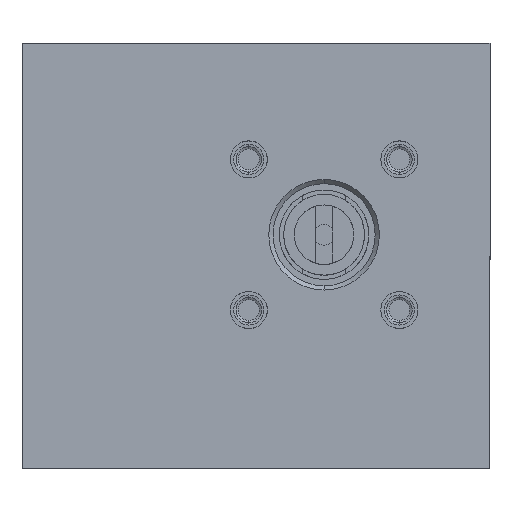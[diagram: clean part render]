
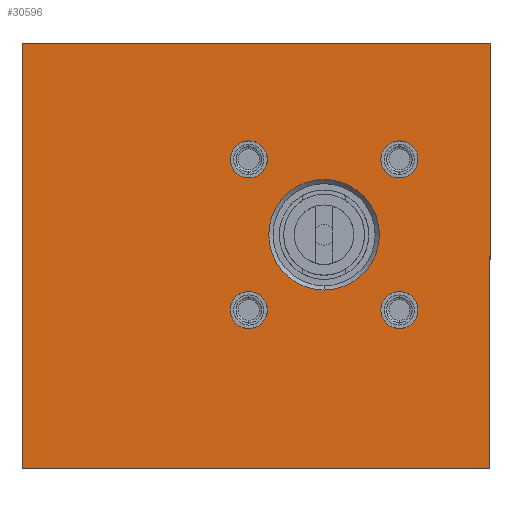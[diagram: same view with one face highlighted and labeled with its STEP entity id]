
A CAD part, front view. The second image highlights one B-rep face of the part: STEP entity #30596.
In plain terms, the highlighted planar face has unit normal (0, -1, 0).
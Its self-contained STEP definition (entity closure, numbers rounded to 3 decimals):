
#132 = VERTEX_POINT ( 'NONE', #29812 ) ;
#392 = EDGE_CURVE ( 'NONE', #25778, #20969, #20802, .T. ) ;
#544 = DIRECTION ( 'NONE',  ( 0., -1., 0. ) ) ;
#785 = CARTESIAN_POINT ( 'NONE',  ( 0., 0., 13. ) ) ;
#1756 = DIRECTION ( 'NONE',  ( 0., 0., -1. ) ) ;
#2165 = CARTESIAN_POINT ( 'NONE',  ( -17.7, 0., 17.7 ) ) ;
#2255 = DIRECTION ( 'NONE',  ( 0., 1., 0. ) ) ;
#2306 = ORIENTED_EDGE ( 'NONE', *, *, #18784, .F. ) ;
#2325 = CIRCLE ( 'NONE', #31924, 4.35 ) ;
#2449 = DIRECTION ( 'NONE',  ( 0., 0., -1. ) ) ;
#2467 = ORIENTED_EDGE ( 'NONE', *, *, #23216, .F. ) ;
#2515 = AXIS2_PLACEMENT_3D ( 'NONE', #13239, #30480, #15732 ) ;
#2642 = AXIS2_PLACEMENT_3D ( 'NONE', #25804, #11024, #28281 ) ;
#2816 = CARTESIAN_POINT ( 'NONE',  ( 39., 0., 45. ) ) ;
#3203 = CIRCLE ( 'NONE', #7467, 4.35 ) ;
#3299 = CARTESIAN_POINT ( 'NONE',  ( 17.7, 0., 22.05 ) ) ;
#3409 = FACE_BOUND ( 'NONE', #6906, .T. ) ;
#3578 = PLANE ( 'NONE',  #6599 ) ;
#4036 = EDGE_LOOP ( 'NONE', ( #28354, #2306 ) ) ;
#4095 = CIRCLE ( 'NONE', #12328, 4.35 ) ;
#4177 = DIRECTION ( 'NONE',  ( 0., -1., 0. ) ) ;
#4191 = FACE_BOUND ( 'NONE', #15420, .T. ) ;
#4626 = DIRECTION ( 'NONE',  ( 0., 0., -1. ) ) ;
#4964 = FACE_BOUND ( 'NONE', #28204, .T. ) ;
#5352 = EDGE_CURVE ( 'NONE', #31046, #17694, #21240, .T. ) ;
#6224 = AXIS2_PLACEMENT_3D ( 'NONE', #21519, #6714, #23990 ) ;
#6599 = AXIS2_PLACEMENT_3D ( 'NONE', #13365, #8494, #25770 ) ;
#6714 = DIRECTION ( 'NONE',  ( 0., -1., 0. ) ) ;
#6906 = EDGE_LOOP ( 'NONE', ( #15365, #26311 ) ) ;
#6987 = CIRCLE ( 'NONE', #7882, 4.35 ) ;
#7188 = LINE ( 'NONE', #15515, #24588 ) ;
#7346 = VERTEX_POINT ( 'NONE', #20023 ) ;
#7467 = AXIS2_PLACEMENT_3D ( 'NONE', #2165, #19385, #4626 ) ;
#7732 = VERTEX_POINT ( 'NONE', #11753 ) ;
#7762 = CARTESIAN_POINT ( 'NONE',  ( 0., 0., 0. ) ) ;
#7882 = AXIS2_PLACEMENT_3D ( 'NONE', #15294, #544, #17765 ) ;
#8494 = DIRECTION ( 'NONE',  ( 0., 1., 0. ) ) ;
#8525 = CARTESIAN_POINT ( 'NONE',  ( -17.7, 0., -13.35 ) ) ;
#8536 = LINE ( 'NONE', #10352, #20922 ) ;
#8826 = ORIENTED_EDGE ( 'NONE', *, *, #17458, .T. ) ;
#9946 = EDGE_CURVE ( 'NONE', #17694, #25382, #8536, .T. ) ;
#10259 = DIRECTION ( 'NONE',  ( 0., 0., 1. ) ) ;
#10346 = CIRCLE ( 'NONE', #2642, 4.35 ) ;
#10352 = CARTESIAN_POINT ( 'NONE',  ( -71., 0., -55. ) ) ;
#10509 = ORIENTED_EDGE ( 'NONE', *, *, #392, .T. ) ;
#11024 = DIRECTION ( 'NONE',  ( 0., -1., 0. ) ) ;
#11753 = CARTESIAN_POINT ( 'NONE',  ( -71., 0., 45. ) ) ;
#11909 = ORIENTED_EDGE ( 'NONE', *, *, #15106, .F. ) ;
#12048 = CARTESIAN_POINT ( 'NONE',  ( -71., 0., -55. ) ) ;
#12113 = EDGE_CURVE ( 'NONE', #17506, #15693, #22268, .T. ) ;
#12122 = CARTESIAN_POINT ( 'NONE',  ( 17.7, 0., -22.05 ) ) ;
#12328 = AXIS2_PLACEMENT_3D ( 'NONE', #31251, #16504, #1756 ) ;
#12900 = VERTEX_POINT ( 'NONE', #13679 ) ;
#12919 = DIRECTION ( 'NONE',  ( 0., 0., 1. ) ) ;
#12949 = CARTESIAN_POINT ( 'NONE',  ( 17.7, 0., 13.35 ) ) ;
#12982 = CARTESIAN_POINT ( 'NONE',  ( 17.7, 0., 17.7 ) ) ;
#13239 = CARTESIAN_POINT ( 'NONE',  ( -17.7, 0., 17.7 ) ) ;
#13365 = CARTESIAN_POINT ( 'NONE',  ( -71., 0., 45. ) ) ;
#13434 = DIRECTION ( 'NONE',  ( 1., 0., 0. ) ) ;
#13679 = CARTESIAN_POINT ( 'NONE',  ( 17.7, 0., -13.35 ) ) ;
#14323 = CIRCLE ( 'NONE', #20564, 13. ) ;
#14452 = EDGE_CURVE ( 'NONE', #21202, #132, #3203, .T. ) ;
#14710 = CARTESIAN_POINT ( 'NONE',  ( 39., 0., -55. ) ) ;
#15106 = EDGE_CURVE ( 'NONE', #7346, #18791, #6987, .T. ) ;
#15294 = CARTESIAN_POINT ( 'NONE',  ( -17.7, 0., -17.7 ) ) ;
#15365 = ORIENTED_EDGE ( 'NONE', *, *, #12113, .F. ) ;
#15420 = EDGE_LOOP ( 'NONE', ( #11909, #2467 ) ) ;
#15466 = DIRECTION ( 'NONE',  ( 0., 0., -1. ) ) ;
#15515 = CARTESIAN_POINT ( 'NONE',  ( -71., 0., 45. ) ) ;
#15624 = ORIENTED_EDGE ( 'NONE', *, *, #29453, .F. ) ;
#15693 = VERTEX_POINT ( 'NONE', #3299 ) ;
#15732 = DIRECTION ( 'NONE',  ( 0., 0., -1. ) ) ;
#15829 = CIRCLE ( 'NONE', #2515, 4.35 ) ;
#16242 = ORIENTED_EDGE ( 'NONE', *, *, #19746, .F. ) ;
#16504 = DIRECTION ( 'NONE',  ( 0., -1., 0. ) ) ;
#16510 = FACE_BOUND ( 'NONE', #4036, .T. ) ;
#16520 = LINE ( 'NONE', #30669, #25412 ) ;
#16577 = EDGE_CURVE ( 'NONE', #7732, #31046, #16520, .T. ) ;
#16688 = ORIENTED_EDGE ( 'NONE', *, *, #14452, .F. ) ;
#16849 = VERTEX_POINT ( 'NONE', #12122 ) ;
#16998 = CARTESIAN_POINT ( 'NONE',  ( 0., 0., 0. ) ) ;
#17387 = VECTOR ( 'NONE', #2449, 1000. ) ;
#17458 = EDGE_CURVE ( 'NONE', #20969, #25778, #14323, .T. ) ;
#17506 = VERTEX_POINT ( 'NONE', #12949 ) ;
#17694 = VERTEX_POINT ( 'NONE', #25983 ) ;
#17765 = DIRECTION ( 'NONE',  ( 0., 0., -1. ) ) ;
#17807 = DIRECTION ( 'NONE',  ( -1., 0., 0. ) ) ;
#17965 = AXIS2_PLACEMENT_3D ( 'NONE', #12982, #30236, #15466 ) ;
#18378 = EDGE_CURVE ( 'NONE', #15693, #17506, #2325, .T. ) ;
#18784 = EDGE_CURVE ( 'NONE', #12900, #16849, #10346, .T. ) ;
#18791 = VERTEX_POINT ( 'NONE', #8525 ) ;
#18936 = CARTESIAN_POINT ( 'NONE',  ( 17.7, 0., 17.7 ) ) ;
#19031 = CIRCLE ( 'NONE', #6224, 4.35 ) ;
#19385 = DIRECTION ( 'NONE',  ( 0., -1., 0. ) ) ;
#19485 = DIRECTION ( 'NONE',  ( 0., 0., 1. ) ) ;
#19746 = EDGE_CURVE ( 'NONE', #25382, #7732, #7188, .T. ) ;
#20023 = CARTESIAN_POINT ( 'NONE',  ( -17.7, 0., -22.05 ) ) ;
#20564 = AXIS2_PLACEMENT_3D ( 'NONE', #7762, #25057, #10259 ) ;
#20802 = CIRCLE ( 'NONE', #25442, 13. ) ;
#20922 = VECTOR ( 'NONE', #17807, 1000. ) ;
#20969 = VERTEX_POINT ( 'NONE', #785 ) ;
#21145 = EDGE_LOOP ( 'NONE', ( #10509, #8826 ) ) ;
#21202 = VERTEX_POINT ( 'NONE', #31136 ) ;
#21240 = LINE ( 'NONE', #14710, #17387 ) ;
#21429 = DIRECTION ( 'NONE',  ( 0., 0., -1. ) ) ;
#21519 = CARTESIAN_POINT ( 'NONE',  ( -17.7, 0., -17.7 ) ) ;
#22268 = CIRCLE ( 'NONE', #17965, 4.35 ) ;
#22353 = FACE_OUTER_BOUND ( 'NONE', #31089, .T. ) ;
#23216 = EDGE_CURVE ( 'NONE', #18791, #7346, #19031, .T. ) ;
#23766 = ORIENTED_EDGE ( 'NONE', *, *, #9946, .F. ) ;
#23990 = DIRECTION ( 'NONE',  ( 0., 0., -1. ) ) ;
#24573 = ORIENTED_EDGE ( 'NONE', *, *, #5352, .F. ) ;
#24588 = VECTOR ( 'NONE', #12919, 1000. ) ;
#25057 = DIRECTION ( 'NONE',  ( 0., 1., 0. ) ) ;
#25382 = VERTEX_POINT ( 'NONE', #12048 ) ;
#25412 = VECTOR ( 'NONE', #13434, 1000. ) ;
#25442 = AXIS2_PLACEMENT_3D ( 'NONE', #16998, #2255, #19485 ) ;
#25770 = DIRECTION ( 'NONE',  ( 0., 0., 1. ) ) ;
#25778 = VERTEX_POINT ( 'NONE', #28424 ) ;
#25804 = CARTESIAN_POINT ( 'NONE',  ( 17.7, 0., -17.7 ) ) ;
#25983 = CARTESIAN_POINT ( 'NONE',  ( 39., 0., -55. ) ) ;
#26311 = ORIENTED_EDGE ( 'NONE', *, *, #18378, .F. ) ;
#27329 = EDGE_CURVE ( 'NONE', #16849, #12900, #4095, .T. ) ;
#28204 = EDGE_LOOP ( 'NONE', ( #16688, #15624 ) ) ;
#28281 = DIRECTION ( 'NONE',  ( 0., 0., -1. ) ) ;
#28354 = ORIENTED_EDGE ( 'NONE', *, *, #27329, .F. ) ;
#28424 = CARTESIAN_POINT ( 'NONE',  ( 0., 0., -13. ) ) ;
#28858 = FACE_BOUND ( 'NONE', #21145, .T. ) ;
#29453 = EDGE_CURVE ( 'NONE', #132, #21202, #15829, .T. ) ;
#29812 = CARTESIAN_POINT ( 'NONE',  ( -17.7, 0., 22.05 ) ) ;
#30236 = DIRECTION ( 'NONE',  ( 0., -1., 0. ) ) ;
#30442 = ORIENTED_EDGE ( 'NONE', *, *, #16577, .F. ) ;
#30480 = DIRECTION ( 'NONE',  ( 0., -1., 0. ) ) ;
#30596 = ADVANCED_FACE ( 'NONE', ( #3409, #4964, #4191, #16510, #28858, #22353 ), #3578, .F. ) ;
#30669 = CARTESIAN_POINT ( 'NONE',  ( 39., 0., 45. ) ) ;
#31046 = VERTEX_POINT ( 'NONE', #2816 ) ;
#31089 = EDGE_LOOP ( 'NONE', ( #23766, #24573, #30442, #16242 ) ) ;
#31136 = CARTESIAN_POINT ( 'NONE',  ( -17.7, 0., 13.35 ) ) ;
#31251 = CARTESIAN_POINT ( 'NONE',  ( 17.7, 0., -17.7 ) ) ;
#31924 = AXIS2_PLACEMENT_3D ( 'NONE', #18936, #4177, #21429 ) ;
